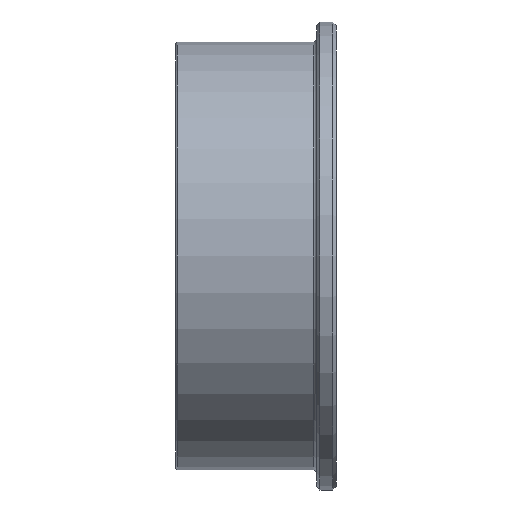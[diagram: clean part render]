
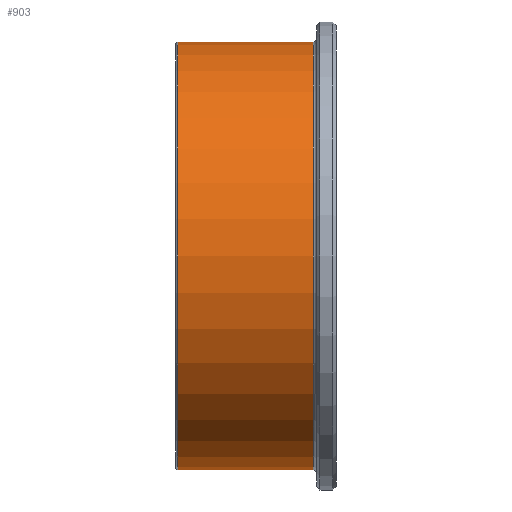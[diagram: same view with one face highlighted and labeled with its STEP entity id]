
A CAD part, front view. The second image highlights one B-rep face of the part: STEP entity #903.
In plain terms, the highlighted cylindrical face has radius 6.35 mm (diameter 12.7 mm), a full revolution.
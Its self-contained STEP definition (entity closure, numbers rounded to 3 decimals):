
#175=FACE_OUTER_BOUND('',#237,.T.);
#237=EDGE_LOOP('',(#666,#667,#668,#669));
#316=LINE('',#1657,#335);
#335=VECTOR('',#1120,6.35);
#359=CIRCLE('',#978,6.35);
#361=CIRCLE('',#981,6.35);
#424=VERTEX_POINT('',#1651);
#425=VERTEX_POINT('',#1655);
#519=EDGE_CURVE('',#424,#424,#359,.T.);
#521=EDGE_CURVE('',#425,#425,#361,.T.);
#522=EDGE_CURVE('',#425,#424,#316,.T.);
#666=ORIENTED_EDGE('',*,*,#521,.F.);
#667=ORIENTED_EDGE('',*,*,#522,.T.);
#668=ORIENTED_EDGE('',*,*,#519,.F.);
#669=ORIENTED_EDGE('',*,*,#522,.F.);
#886=CYLINDRICAL_SURFACE('',#980,6.35);
#903=ADVANCED_FACE('',(#175),#886,.T.);
#978=AXIS2_PLACEMENT_3D('',#1652,#1112,#1113);
#980=AXIS2_PLACEMENT_3D('',#1654,#1116,#1117);
#981=AXIS2_PLACEMENT_3D('',#1656,#1118,#1119);
#1112=DIRECTION('center_axis',(-1.,0.,0.));
#1113=DIRECTION('ref_axis',(0.,1.,0.));
#1116=DIRECTION('center_axis',(1.,0.,0.));
#1117=DIRECTION('ref_axis',(0.,-1.,0.));
#1118=DIRECTION('center_axis',(1.,0.,0.));
#1119=DIRECTION('ref_axis',(0.,1.,0.));
#1120=DIRECTION('',(-1.,0.,0.));
#1651=CARTESIAN_POINT('',(-2.322,6.35,0.));
#1652=CARTESIAN_POINT('Origin',(-2.322,0.,0.));
#1654=CARTESIAN_POINT('Origin',(-2.619,0.,0.));
#1655=CARTESIAN_POINT('',(1.7,6.35,0.));
#1656=CARTESIAN_POINT('Origin',(1.7,0.,0.));
#1657=CARTESIAN_POINT('',(-2.619,6.35,0.));
